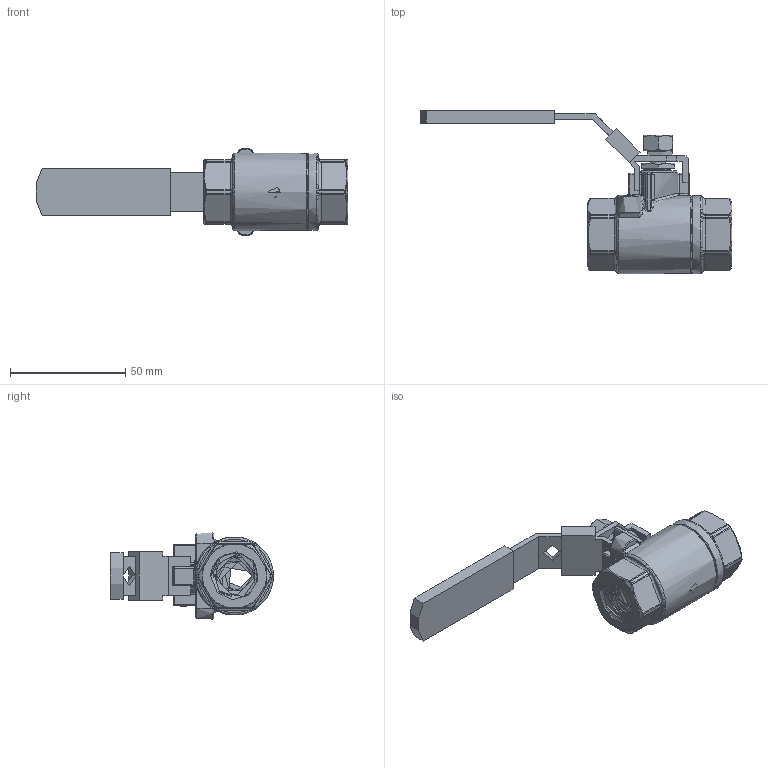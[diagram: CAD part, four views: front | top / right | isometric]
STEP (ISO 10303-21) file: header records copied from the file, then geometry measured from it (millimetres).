
FILE_DESCRIPTION(/* description */ (''),/* implementation_level */ '2;1');
FILE_NAME(/* name */ 'kh_12_entleer_es.stp',/* time_stamp */ '2017-04-07T15:57:19+02:00',/* author */ ('Hamoud'),/* organization */ (''),/* preprocessor_version */ 'ST-DEVELOPER v15.6',/* originating_system */ 'Autodesk Inventor LT ',/* authorisation */ '');
FILE_SCHEMA (('AUTOMOTIVE_DESIGN { 1 0 10303 214 3 1 1 }'));
Products named in the file (1): 2006W-BD DN15
Bounding box: 135.07 x 70.65 x 37.34 mm (x, y, z)
Volume: 53403.9 mm3; surface area: 26777.3 mm2
Topology: 7 solids, 7 shells, 713 faces, 1653 edges, 963 vertices
Faces by surface type: bspline 240, plane 152, cylinder 152, torus 89, cone 43, sphere 37
Full cylindrical faces by diameter (mm): 4.2 x4, 7.938 x2, 8 x2, 8.3 x2, 11.2 x1, 12 x2, 12.7 x1, 15 x2, 18.63 x18, 28 x1, 33.8 x1
Entity records: 36615 total; most frequent: CARTESIAN_POINT 22633, ORIENTED_EDGE 3084, DIRECTION 2671, EDGE_CURVE 1542, AXIS2_PLACEMENT_3D 1128, VERTEX_POINT 909, EDGE_LOOP 749, FACE_OUTER_BOUND 691
